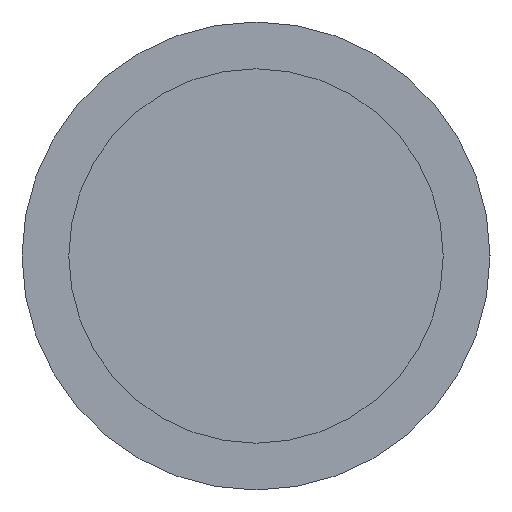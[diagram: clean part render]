
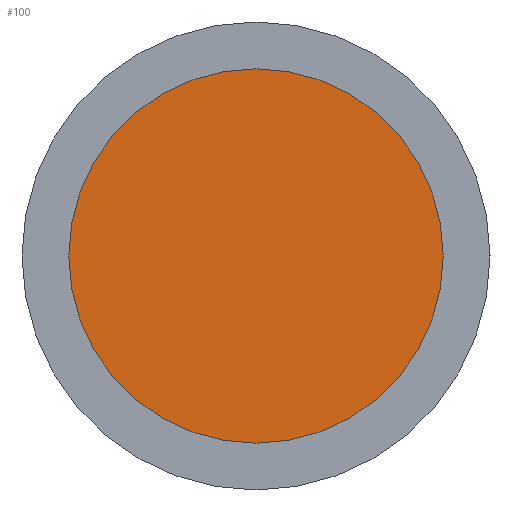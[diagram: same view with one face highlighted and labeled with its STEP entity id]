
A CAD part, left-side view. The second image highlights one B-rep face of the part: STEP entity #100.
In plain terms, the highlighted planar face has unit normal (-1, 0, 0).
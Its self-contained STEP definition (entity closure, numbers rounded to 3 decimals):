
#1 = EDGE_LOOP ( 'NONE', ( #130, #175 ) ) ;
#9 = CARTESIAN_POINT ( 'NONE',  ( 200., 0., 0. ) ) ;
#40 = CARTESIAN_POINT ( 'NONE',  ( 200., 0., -20. ) ) ;
#51 = DIRECTION ( 'NONE',  ( -1., 0., 0. ) ) ;
#57 = DIRECTION ( 'NONE',  ( 0., 0., 1. ) ) ;
#62 = EDGE_CURVE ( 'NONE', #155, #242, #193, .T. ) ;
#71 = AXIS2_PLACEMENT_3D ( 'NONE', #9, #182, #157 ) ;
#76 = FACE_OUTER_BOUND ( 'NONE', #1, .T. ) ;
#82 = EDGE_CURVE ( 'NONE', #242, #155, #176, .T. ) ;
#97 = DIRECTION ( 'NONE',  ( 0., 0., 1. ) ) ;
#100 = ADVANCED_FACE ( 'NONE', ( #76 ), #183, .T. ) ;
#115 = AXIS2_PLACEMENT_3D ( 'NONE', #252, #51, #97 ) ;
#128 = AXIS2_PLACEMENT_3D ( 'NONE', #250, #177, #57 ) ;
#130 = ORIENTED_EDGE ( 'NONE', *, *, #62, .T. ) ;
#155 = VERTEX_POINT ( 'NONE', #158 ) ;
#157 = DIRECTION ( 'NONE',  ( 0., 0., 1. ) ) ;
#158 = CARTESIAN_POINT ( 'NONE',  ( 200., 0., 20. ) ) ;
#175 = ORIENTED_EDGE ( 'NONE', *, *, #82, .T. ) ;
#176 = CIRCLE ( 'NONE', #128, 20. ) ;
#177 = DIRECTION ( 'NONE',  ( -1., 0., 0. ) ) ;
#182 = DIRECTION ( 'NONE',  ( -1., 0., 0. ) ) ;
#183 = PLANE ( 'NONE',  #115 ) ;
#193 = CIRCLE ( 'NONE', #71, 20. ) ;
#242 = VERTEX_POINT ( 'NONE', #40 ) ;
#250 = CARTESIAN_POINT ( 'NONE',  ( 200., 0., 0. ) ) ;
#252 = CARTESIAN_POINT ( 'NONE',  ( 200., 0., 0. ) ) ;
